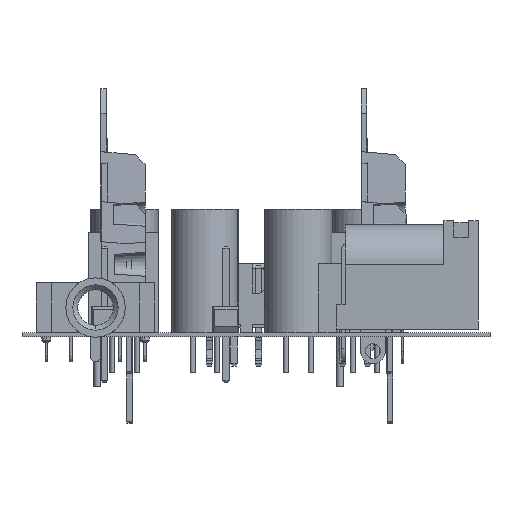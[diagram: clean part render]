
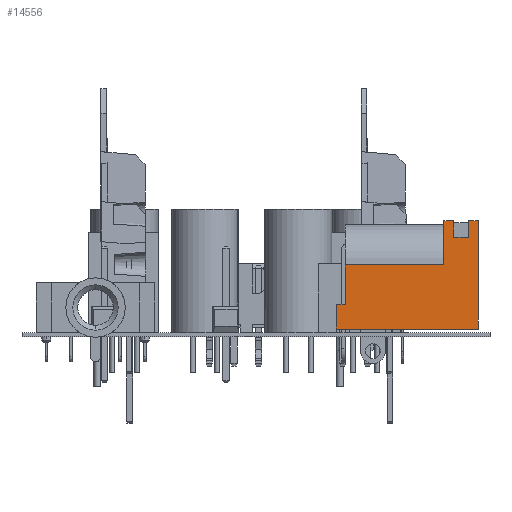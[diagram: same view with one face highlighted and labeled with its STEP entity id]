
A CAD part, front view. The second image highlights one B-rep face of the part: STEP entity #14556.
In plain terms, the highlighted planar face has unit normal (0, -1, 0).
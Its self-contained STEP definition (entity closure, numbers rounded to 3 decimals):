
#14131 = VERTEX_POINT('',#14132);
#14132 = CARTESIAN_POINT('',(41.949,11.195,
    2.858));
#14149 = VERTEX_POINT('',#14150);
#14150 = CARTESIAN_POINT('',(41.949,11.195,
    0.358));
#14156 = EDGE_CURVE('',#14131,#14149,#14157,.T.);
#14157 = LINE('',#14158,#14159);
#14158 = CARTESIAN_POINT('',(41.949,11.195,
    11.358));
#14159 = VECTOR('',#14160,1.);
#14160 = DIRECTION('',(0.,0.,-1.));
#14285 = VERTEX_POINT('',#14286);
#14286 = CARTESIAN_POINT('',(56.349,11.195,
    0.358));
#14292 = EDGE_CURVE('',#14149,#14285,#14293,.T.);
#14293 = LINE('',#14294,#14295);
#14294 = CARTESIAN_POINT('',(41.949,11.195,
    0.358));
#14295 = VECTOR('',#14296,1.);
#14296 = DIRECTION('',(1.,0.,0.));
#14358 = EDGE_CURVE('',#14359,#14131,#14361,.T.);
#14359 = VERTEX_POINT('',#14360);
#14360 = CARTESIAN_POINT('',(42.849,11.195,
    2.858));
#14361 = LINE('',#14362,#14363);
#14362 = CARTESIAN_POINT('',(41.949,11.195,
    2.858));
#14363 = VECTOR('',#14364,1.);
#14364 = DIRECTION('',(-1.,0.,0.));
#14530 = VERTEX_POINT('',#14531);
#14531 = CARTESIAN_POINT('',(55.349,11.195,
    11.358));
#14537 = EDGE_CURVE('',#14530,#14538,#14540,.T.);
#14538 = VERTEX_POINT('',#14539);
#14539 = CARTESIAN_POINT('',(56.349,11.195,
    11.358));
#14540 = LINE('',#14541,#14542);
#14541 = CARTESIAN_POINT('',(41.949,11.195,
    11.358));
#14542 = VECTOR('',#14543,1.);
#14543 = DIRECTION('',(1.,0.,0.));
#14556 = ADVANCED_FACE('',(#14557),#14623,.T.);
#14557 = FACE_BOUND('',#14558,.T.);
#14558 = EDGE_LOOP('',(#14559,#14560,#14561,#14562,#14568,#14569,#14577,
    #14585,#14593,#14601,#14609,#14617));
#14559 = ORIENTED_EDGE('',*,*,#14358,.T.);
#14560 = ORIENTED_EDGE('',*,*,#14156,.T.);
#14561 = ORIENTED_EDGE('',*,*,#14292,.T.);
#14562 = ORIENTED_EDGE('',*,*,#14563,.F.);
#14563 = EDGE_CURVE('',#14538,#14285,#14564,.T.);
#14564 = LINE('',#14565,#14566);
#14565 = CARTESIAN_POINT('',(56.349,11.195,
    11.358));
#14566 = VECTOR('',#14567,1.);
#14567 = DIRECTION('',(0.,0.,-1.));
#14568 = ORIENTED_EDGE('',*,*,#14537,.F.);
#14569 = ORIENTED_EDGE('',*,*,#14570,.F.);
#14570 = EDGE_CURVE('',#14571,#14530,#14573,.T.);
#14571 = VERTEX_POINT('',#14572);
#14572 = CARTESIAN_POINT('',(55.349,11.195,
    9.658));
#14573 = LINE('',#14574,#14575);
#14574 = CARTESIAN_POINT('',(55.349,11.195,
    9.658));
#14575 = VECTOR('',#14576,1.);
#14576 = DIRECTION('',(0.,0.,1.));
#14577 = ORIENTED_EDGE('',*,*,#14578,.F.);
#14578 = EDGE_CURVE('',#14579,#14571,#14581,.T.);
#14579 = VERTEX_POINT('',#14580);
#14580 = CARTESIAN_POINT('',(53.849,11.195,
    9.658));
#14581 = LINE('',#14582,#14583);
#14582 = CARTESIAN_POINT('',(55.349,11.195,
    9.658));
#14583 = VECTOR('',#14584,1.);
#14584 = DIRECTION('',(1.,0.,0.));
#14585 = ORIENTED_EDGE('',*,*,#14586,.T.);
#14586 = EDGE_CURVE('',#14579,#14587,#14589,.T.);
#14587 = VERTEX_POINT('',#14588);
#14588 = CARTESIAN_POINT('',(53.849,11.195,
    11.358));
#14589 = LINE('',#14590,#14591);
#14590 = CARTESIAN_POINT('',(53.849,11.195,
    9.658));
#14591 = VECTOR('',#14592,1.);
#14592 = DIRECTION('',(0.,0.,1.));
#14593 = ORIENTED_EDGE('',*,*,#14594,.F.);
#14594 = EDGE_CURVE('',#14595,#14587,#14597,.T.);
#14595 = VERTEX_POINT('',#14596);
#14596 = CARTESIAN_POINT('',(52.849,11.195,
    11.358));
#14597 = LINE('',#14598,#14599);
#14598 = CARTESIAN_POINT('',(41.949,11.195,
    11.358));
#14599 = VECTOR('',#14600,1.);
#14600 = DIRECTION('',(1.,0.,0.));
#14601 = ORIENTED_EDGE('',*,*,#14602,.T.);
#14602 = EDGE_CURVE('',#14595,#14603,#14605,.T.);
#14603 = VERTEX_POINT('',#14604);
#14604 = CARTESIAN_POINT('',(52.849,11.195,
    6.858));
#14605 = LINE('',#14606,#14607);
#14606 = CARTESIAN_POINT('',(52.849,11.195,
    11.358));
#14607 = VECTOR('',#14608,1.);
#14608 = DIRECTION('',(0.,0.,-1.));
#14609 = ORIENTED_EDGE('',*,*,#14610,.F.);
#14610 = EDGE_CURVE('',#14611,#14603,#14613,.T.);
#14611 = VERTEX_POINT('',#14612);
#14612 = CARTESIAN_POINT('',(42.849,11.195,
    6.858));
#14613 = LINE('',#14614,#14615);
#14614 = CARTESIAN_POINT('',(41.949,11.195,
    6.858));
#14615 = VECTOR('',#14616,1.);
#14616 = DIRECTION('',(1.,0.,0.));
#14617 = ORIENTED_EDGE('',*,*,#14618,.T.);
#14618 = EDGE_CURVE('',#14611,#14359,#14619,.T.);
#14619 = LINE('',#14620,#14621);
#14620 = CARTESIAN_POINT('',(42.849,11.195,
    2.858));
#14621 = VECTOR('',#14622,1.);
#14622 = DIRECTION('',(0.,0.,-1.));
#14623 = PLANE('',#14624);
#14624 = AXIS2_PLACEMENT_3D('',#14625,#14626,#14627);
#14625 = CARTESIAN_POINT('',(41.949,11.195,
    11.358));
#14626 = DIRECTION('',(0.,-1.,0.));
#14627 = DIRECTION('',(0.,0.,-1.));
